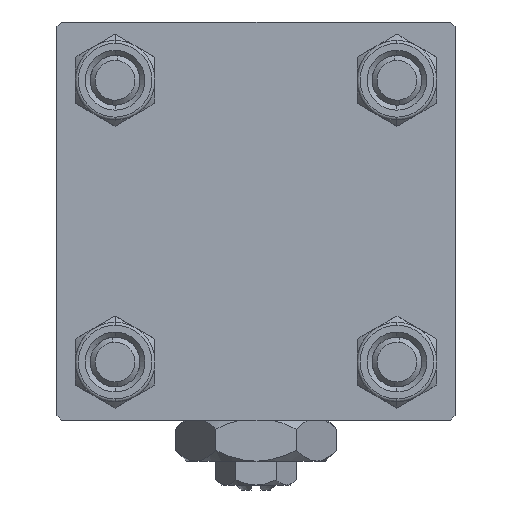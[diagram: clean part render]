
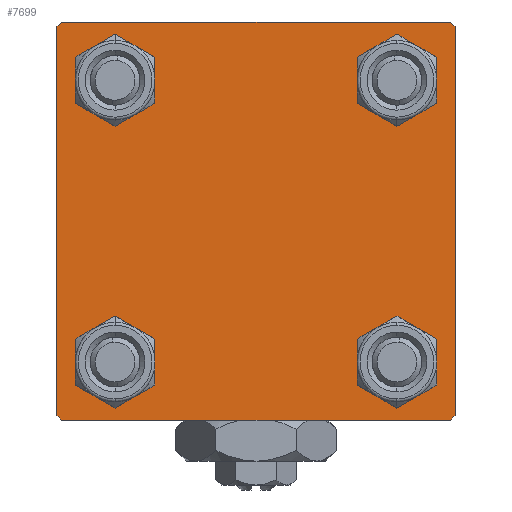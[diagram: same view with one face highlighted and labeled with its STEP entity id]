
A CAD part, left-side view. The second image highlights one B-rep face of the part: STEP entity #7699.
In plain terms, the highlighted planar face has unit normal (-1, 0, 0).
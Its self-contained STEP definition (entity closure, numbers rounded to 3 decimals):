
#1100 = EDGE_CURVE ( 'NONE', #22124, #18497, #41246, .T. ) ;
#1232 = VERTEX_POINT ( 'NONE', #15407 ) ;
#1260 = DIRECTION ( 'NONE',  ( 1., 0., 0. ) ) ;
#1580 = VECTOR ( 'NONE', #7051, 1000. ) ;
#3014 = ORIENTED_EDGE ( 'NONE', *, *, #45493, .T. ) ;
#3990 = VECTOR ( 'NONE', #13583, 1000. ) ;
#4117 = VERTEX_POINT ( 'NONE', #50641 ) ;
#5299 = VECTOR ( 'NONE', #29547, 1000. ) ;
#5502 = DIRECTION ( 'NONE',  ( 0., 0., 1. ) ) ;
#6158 = LINE ( 'NONE', #10149, #5299 ) ;
#6210 = CARTESIAN_POINT ( 'NONE',  ( 0., -19.5, 20. ) ) ;
#6273 = FACE_OUTER_BOUND ( 'NONE', #8627, .T. ) ;
#6357 = EDGE_CURVE ( 'NONE', #33269, #4117, #41752, .T. ) ;
#6745 = CIRCLE ( 'NONE', #30464, 3. ) ;
#6774 = CARTESIAN_POINT ( 'NONE',  ( 0., -19.75, -19.75 ) ) ;
#7051 = DIRECTION ( 'NONE',  ( 0., -0.707, 0.707 ) ) ;
#7329 = DIRECTION ( 'NONE',  ( 1., 0., 0. ) ) ;
#7518 = LINE ( 'NONE', #31958, #15452 ) ;
#7699 = ADVANCED_FACE ( 'NONE', ( #33650, #10271, #29928, #46154, #6273 ), #21686, .T. ) ;
#8082 = CARTESIAN_POINT ( 'NONE',  ( 0., -14.15, 14.15 ) ) ;
#8627 = EDGE_LOOP ( 'NONE', ( #41526, #45180, #49940, #15626, #50252, #29240, #10117, #9997 ) ) ;
#9122 = DIRECTION ( 'NONE',  ( 0., 0., 1. ) ) ;
#9404 = ORIENTED_EDGE ( 'NONE', *, *, #36912, .T. ) ;
#9427 = CARTESIAN_POINT ( 'NONE',  ( 0., -14.15, -11.15 ) ) ;
#9471 = AXIS2_PLACEMENT_3D ( 'NONE', #39488, #46678, #38959 ) ;
#9740 = CARTESIAN_POINT ( 'NONE',  ( 0., 0., 0. ) ) ;
#9997 = ORIENTED_EDGE ( 'NONE', *, *, #16512, .T. ) ;
#10099 = DIRECTION ( 'NONE',  ( 1., 0., 0. ) ) ;
#10117 = ORIENTED_EDGE ( 'NONE', *, *, #21887, .F. ) ;
#10149 = CARTESIAN_POINT ( 'NONE',  ( 0., 20., -20. ) ) ;
#10271 = FACE_BOUND ( 'NONE', #22908, .T. ) ;
#10791 = CARTESIAN_POINT ( 'NONE',  ( 0., -20., 19.5 ) ) ;
#11555 = DIRECTION ( 'NONE',  ( 0., 0., 1. ) ) ;
#12022 = VECTOR ( 'NONE', #36033, 1000. ) ;
#12197 = AXIS2_PLACEMENT_3D ( 'NONE', #28774, #47962, #11555 ) ;
#12774 = EDGE_LOOP ( 'NONE', ( #28235, #36507 ) ) ;
#12778 = CARTESIAN_POINT ( 'NONE',  ( 0., 14.15, 14.15 ) ) ;
#13583 = DIRECTION ( 'NONE',  ( 0., 0., -1. ) ) ;
#13928 = AXIS2_PLACEMENT_3D ( 'NONE', #34203, #1260, #5502 ) ;
#14205 = CARTESIAN_POINT ( 'NONE',  ( 0., 19.5, 20. ) ) ;
#15062 = EDGE_CURVE ( 'NONE', #4117, #26042, #52029, .T. ) ;
#15407 = CARTESIAN_POINT ( 'NONE',  ( 0., -14.15, 11.15 ) ) ;
#15452 = VECTOR ( 'NONE', #23727, 1000. ) ;
#15626 = ORIENTED_EDGE ( 'NONE', *, *, #34580, .T. ) ;
#16266 = AXIS2_PLACEMENT_3D ( 'NONE', #47743, #7329, #42940 ) ;
#16498 = DIRECTION ( 'NONE',  ( 1., 0., 0. ) ) ;
#16512 = EDGE_CURVE ( 'NONE', #51121, #33269, #17910, .T. ) ;
#17322 = CIRCLE ( 'NONE', #13928, 3. ) ;
#17570 = CARTESIAN_POINT ( 'NONE',  ( 0., 20., 20. ) ) ;
#17720 = DIRECTION ( 'NONE',  ( -1., 0., 0. ) ) ;
#17724 = CARTESIAN_POINT ( 'NONE',  ( 0., -14.15, 17.15 ) ) ;
#17884 = VERTEX_POINT ( 'NONE', #40765 ) ;
#17910 = LINE ( 'NONE', #29587, #18767 ) ;
#18190 = EDGE_CURVE ( 'NONE', #41983, #43911, #24218, .T. ) ;
#18285 = ORIENTED_EDGE ( 'NONE', *, *, #49993, .T. ) ;
#18497 = VERTEX_POINT ( 'NONE', #19562 ) ;
#18541 = CARTESIAN_POINT ( 'NONE',  ( 0., 19.75, -19.75 ) ) ;
#18747 = LINE ( 'NONE', #6774, #1580 ) ;
#18758 = EDGE_LOOP ( 'NONE', ( #9404, #3014 ) ) ;
#18767 = VECTOR ( 'NONE', #26138, 1000. ) ;
#19322 = DIRECTION ( 'NONE',  ( 0., 0., 1. ) ) ;
#19356 = CIRCLE ( 'NONE', #23586, 3. ) ;
#19562 = CARTESIAN_POINT ( 'NONE',  ( 0., 14.15, 17.15 ) ) ;
#19646 = CARTESIAN_POINT ( 'NONE',  ( 0., -20., -19.5 ) ) ;
#20094 = CARTESIAN_POINT ( 'NONE',  ( 0., -14.15, 14.15 ) ) ;
#21279 = ORIENTED_EDGE ( 'NONE', *, *, #41883, .T. ) ;
#21349 = ORIENTED_EDGE ( 'NONE', *, *, #51519, .T. ) ;
#21686 = PLANE ( 'NONE',  #25236 ) ;
#21887 = EDGE_CURVE ( 'NONE', #51121, #24240, #7518, .T. ) ;
#22124 = VERTEX_POINT ( 'NONE', #51432 ) ;
#22908 = EDGE_LOOP ( 'NONE', ( #18285, #21349 ) ) ;
#23586 = AXIS2_PLACEMENT_3D ( 'NONE', #12778, #16498, #44668 ) ;
#23727 = DIRECTION ( 'NONE',  ( 0., -1., 0. ) ) ;
#24218 = LINE ( 'NONE', #49198, #30578 ) ;
#24240 = VERTEX_POINT ( 'NONE', #6210 ) ;
#24756 = CIRCLE ( 'NONE', #9471, 3. ) ;
#24836 = CARTESIAN_POINT ( 'NONE',  ( 0., -19.75, 19.75 ) ) ;
#25062 = EDGE_CURVE ( 'NONE', #26042, #17884, #6158, .T. ) ;
#25236 = AXIS2_PLACEMENT_3D ( 'NONE', #9740, #17720, #29662 ) ;
#26042 = VERTEX_POINT ( 'NONE', #31918 ) ;
#26138 = DIRECTION ( 'NONE',  ( 0., 0.707, -0.707 ) ) ;
#26660 = VERTEX_POINT ( 'NONE', #32068 ) ;
#28235 = ORIENTED_EDGE ( 'NONE', *, *, #33658, .T. ) ;
#28319 = CARTESIAN_POINT ( 'NONE',  ( 0., -14.15, -17.15 ) ) ;
#28774 = CARTESIAN_POINT ( 'NONE',  ( 0., -14.15, -14.15 ) ) ;
#29240 = ORIENTED_EDGE ( 'NONE', *, *, #42103, .T. ) ;
#29547 = DIRECTION ( 'NONE',  ( 0., -1., 0. ) ) ;
#29587 = CARTESIAN_POINT ( 'NONE',  ( 0., 19.75, 19.75 ) ) ;
#29662 = DIRECTION ( 'NONE',  ( 0., 0., 1. ) ) ;
#29928 = FACE_BOUND ( 'NONE', #34532, .T. ) ;
#30006 = CIRCLE ( 'NONE', #12197, 3. ) ;
#30464 = AXIS2_PLACEMENT_3D ( 'NONE', #8082, #32520, #9122 ) ;
#30578 = VECTOR ( 'NONE', #40430, 1000. ) ;
#30667 = CIRCLE ( 'NONE', #16266, 3. ) ;
#31012 = DIRECTION ( 'NONE',  ( 0., -0.707, -0.707 ) ) ;
#31547 = CARTESIAN_POINT ( 'NONE',  ( 0., 20., 19.5 ) ) ;
#31554 = CIRCLE ( 'NONE', #49342, 3. ) ;
#31918 = CARTESIAN_POINT ( 'NONE',  ( 0., 19.5, -20. ) ) ;
#31958 = CARTESIAN_POINT ( 'NONE',  ( 0., 20., 20. ) ) ;
#32068 = CARTESIAN_POINT ( 'NONE',  ( 0., 14.15, -17.15 ) ) ;
#32520 = DIRECTION ( 'NONE',  ( 1., 0., 0. ) ) ;
#33213 = VERTEX_POINT ( 'NONE', #46706 ) ;
#33269 = VERTEX_POINT ( 'NONE', #31547 ) ;
#33650 = FACE_BOUND ( 'NONE', #18758, .T. ) ;
#33658 = EDGE_CURVE ( 'NONE', #18497, #22124, #19356, .T. ) ;
#34015 = DIRECTION ( 'NONE',  ( 0., 0., 1. ) ) ;
#34203 = CARTESIAN_POINT ( 'NONE',  ( 0., -14.15, -14.15 ) ) ;
#34532 = EDGE_LOOP ( 'NONE', ( #21279, #40429 ) ) ;
#34580 = EDGE_CURVE ( 'NONE', #17884, #43911, #18747, .T. ) ;
#36033 = DIRECTION ( 'NONE',  ( 0., 0.707, 0.707 ) ) ;
#36507 = ORIENTED_EDGE ( 'NONE', *, *, #1100, .T. ) ;
#36804 = LINE ( 'NONE', #24836, #12022 ) ;
#36912 = EDGE_CURVE ( 'NONE', #47360, #1232, #6745, .T. ) ;
#38959 = DIRECTION ( 'NONE',  ( 0., 0., 1. ) ) ;
#39488 = CARTESIAN_POINT ( 'NONE',  ( 0., 14.15, -14.15 ) ) ;
#40429 = ORIENTED_EDGE ( 'NONE', *, *, #41954, .T. ) ;
#40430 = DIRECTION ( 'NONE',  ( 0., 0., -1. ) ) ;
#40765 = CARTESIAN_POINT ( 'NONE',  ( 0., -19.5, -20. ) ) ;
#41246 = CIRCLE ( 'NONE', #44664, 3. ) ;
#41526 = ORIENTED_EDGE ( 'NONE', *, *, #6357, .T. ) ;
#41752 = LINE ( 'NONE', #17570, #3990 ) ;
#41883 = EDGE_CURVE ( 'NONE', #33213, #26660, #30667, .T. ) ;
#41954 = EDGE_CURVE ( 'NONE', #26660, #33213, #24756, .T. ) ;
#41983 = VERTEX_POINT ( 'NONE', #10791 ) ;
#42103 = EDGE_CURVE ( 'NONE', #41983, #24240, #36804, .T. ) ;
#42940 = DIRECTION ( 'NONE',  ( 0., 0., 1. ) ) ;
#43911 = VERTEX_POINT ( 'NONE', #19646 ) ;
#44370 = VERTEX_POINT ( 'NONE', #9427 ) ;
#44664 = AXIS2_PLACEMENT_3D ( 'NONE', #46787, #10099, #34015 ) ;
#44668 = DIRECTION ( 'NONE',  ( 0., 0., 1. ) ) ;
#45180 = ORIENTED_EDGE ( 'NONE', *, *, #15062, .T. ) ;
#45493 = EDGE_CURVE ( 'NONE', #1232, #47360, #31554, .T. ) ;
#46154 = FACE_BOUND ( 'NONE', #12774, .T. ) ;
#46678 = DIRECTION ( 'NONE',  ( 1., 0., 0. ) ) ;
#46706 = CARTESIAN_POINT ( 'NONE',  ( 0., 14.15, -11.15 ) ) ;
#46787 = CARTESIAN_POINT ( 'NONE',  ( 0., 14.15, 14.15 ) ) ;
#47360 = VERTEX_POINT ( 'NONE', #17724 ) ;
#47743 = CARTESIAN_POINT ( 'NONE',  ( 0., 14.15, -14.15 ) ) ;
#47962 = DIRECTION ( 'NONE',  ( 1., 0., 0. ) ) ;
#48425 = VECTOR ( 'NONE', #31012, 1000. ) ;
#49198 = CARTESIAN_POINT ( 'NONE',  ( 0., -20., 20. ) ) ;
#49342 = AXIS2_PLACEMENT_3D ( 'NONE', #20094, #52257, #19322 ) ;
#49940 = ORIENTED_EDGE ( 'NONE', *, *, #25062, .T. ) ;
#49993 = EDGE_CURVE ( 'NONE', #44370, #50727, #30006, .T. ) ;
#50252 = ORIENTED_EDGE ( 'NONE', *, *, #18190, .F. ) ;
#50641 = CARTESIAN_POINT ( 'NONE',  ( 0., 20., -19.5 ) ) ;
#50727 = VERTEX_POINT ( 'NONE', #28319 ) ;
#51121 = VERTEX_POINT ( 'NONE', #14205 ) ;
#51432 = CARTESIAN_POINT ( 'NONE',  ( 0., 14.15, 11.15 ) ) ;
#51519 = EDGE_CURVE ( 'NONE', #50727, #44370, #17322, .T. ) ;
#52029 = LINE ( 'NONE', #18541, #48425 ) ;
#52257 = DIRECTION ( 'NONE',  ( 1., 0., 0. ) ) ;
